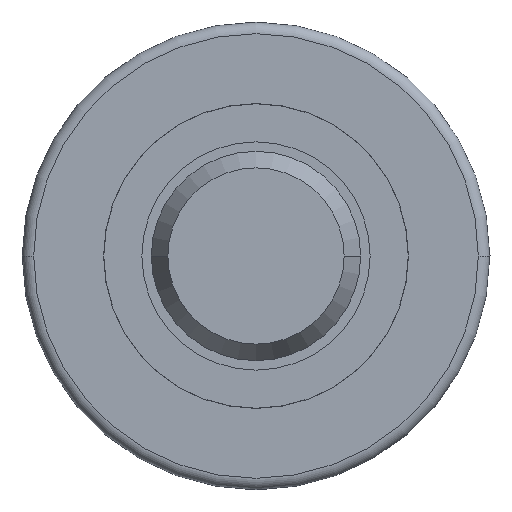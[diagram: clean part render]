
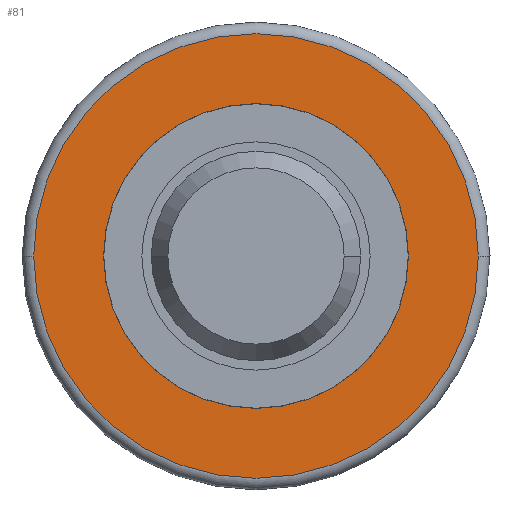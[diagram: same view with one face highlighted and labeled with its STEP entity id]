
A CAD part, left-side view. The second image highlights one B-rep face of the part: STEP entity #81.
In plain terms, the highlighted planar face has unit normal (-1, 0, 0).
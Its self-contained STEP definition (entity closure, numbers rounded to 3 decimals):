
#81=ADVANCED_FACE('',(#139,#140),#141,.F.);
#139=FACE_OUTER_BOUND('',#247,.T.);
#140=FACE_BOUND('',#248,.T.);
#141=PLANE('',#249);
#247=EDGE_LOOP('',(#474,#475));
#248=EDGE_LOOP('',(#476,#477));
#249=AXIS2_PLACEMENT_3D('',#478,#479,#480);
#474=ORIENTED_EDGE('',*,*,#808,.F.);
#475=ORIENTED_EDGE('',*,*,#809,.T.);
#476=ORIENTED_EDGE('',*,*,#804,.F.);
#477=ORIENTED_EDGE('',*,*,#807,.T.);
#478=CARTESIAN_POINT('',(14.0,0.0,0.0));
#479=DIRECTION('',(1.0,0.0,0.0));
#480=DIRECTION('',(0.0,1.0,0.0));
#804=EDGE_CURVE('',#926,#927,#928,.T.);
#807=EDGE_CURVE('',#926,#927,#931,.T.);
#808=EDGE_CURVE('',#932,#933,#934,.T.);
#809=EDGE_CURVE('',#932,#933,#935,.T.);
#926=VERTEX_POINT('',#1132);
#927=VERTEX_POINT('',#1133);
#928=CIRCLE('',#1134,40.05);
#931=CIRCLE('',#1139,40.05);
#932=VERTEX_POINT('',#1140);
#933=VERTEX_POINT('',#1141);
#934=CIRCLE('',#1142,58.422);
#935=CIRCLE('',#1143,58.422);
#1132=CARTESIAN_POINT('',(14.0,40.05,0.0));
#1133=CARTESIAN_POINT('',(14.0,-40.05,0.0));
#1134=AXIS2_PLACEMENT_3D('',#1384,#1385,#1386);
#1139=AXIS2_PLACEMENT_3D('',#1389,#1390,#1391);
#1140=CARTESIAN_POINT('',(14.0,58.422,0.0));
#1141=CARTESIAN_POINT('',(14.0,-58.422,0.));
#1142=AXIS2_PLACEMENT_3D('',#1392,#1393,#1394);
#1143=AXIS2_PLACEMENT_3D('',#1395,#1396,#1397);
#1384=CARTESIAN_POINT('',(14.0,0.0,0.0));
#1385=DIRECTION('',(-1.0,0.0,0.0));
#1386=DIRECTION('',(0.0,1.0,0.0));
#1389=CARTESIAN_POINT('',(14.0,0.0,0.0));
#1390=DIRECTION('',(1.0,0.0,0.0));
#1391=DIRECTION('',(0.0,1.0,0.0));
#1392=CARTESIAN_POINT('',(14.0,0.0,0.0));
#1393=DIRECTION('',(1.0,0.0,0.0));
#1394=DIRECTION('',(0.0,1.0,0.0));
#1395=CARTESIAN_POINT('',(14.0,0.0,0.0));
#1396=DIRECTION('',(-1.0,0.0,0.0));
#1397=DIRECTION('',(0.0,1.0,0.0));
